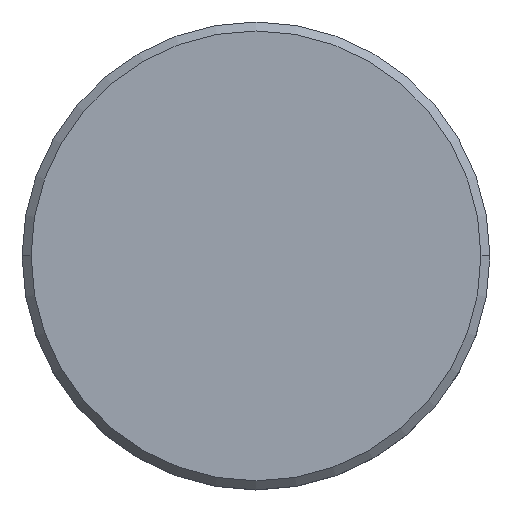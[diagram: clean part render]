
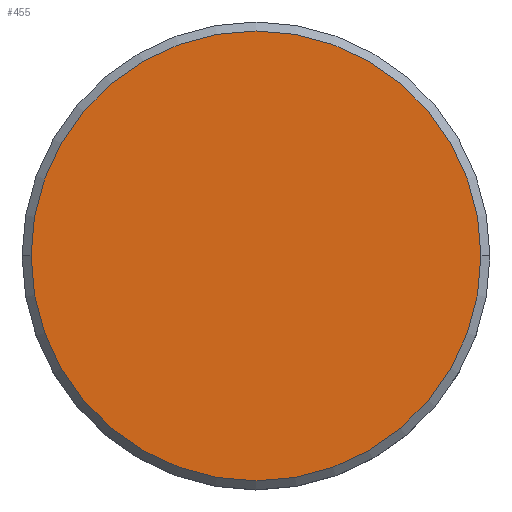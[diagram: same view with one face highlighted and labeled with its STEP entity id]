
A CAD part, top view. The second image highlights one B-rep face of the part: STEP entity #455.
In plain terms, the highlighted planar face has unit normal (0, 0, 1).
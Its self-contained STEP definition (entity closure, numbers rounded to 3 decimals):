
#24 = DIRECTION ( 'NONE',  ( 0., 0., 1. ) ) ;
#27 = EDGE_CURVE ( 'NONE', #361, #218, #226, .T. ) ;
#187 = CARTESIAN_POINT ( 'NONE',  ( 0., 0., 0. ) ) ;
#218 = VERTEX_POINT ( 'NONE', #676 ) ;
#226 = CIRCLE ( 'NONE', #914, 12.5 ) ;
#250 = CARTESIAN_POINT ( 'NONE',  ( -12.5, 0., 0. ) ) ;
#266 = FACE_OUTER_BOUND ( 'NONE', #758, .T. ) ;
#360 = DIRECTION ( 'NONE',  ( 1., 0., 0. ) ) ;
#361 = VERTEX_POINT ( 'NONE', #250 ) ;
#362 = AXIS2_PLACEMENT_3D ( 'NONE', #187, #369, #360 ) ;
#369 = DIRECTION ( 'NONE',  ( 0., 0., 1. ) ) ;
#398 = DIRECTION ( 'NONE',  ( 1., 0., 0. ) ) ;
#455 = ADVANCED_FACE ( 'NONE', ( #266 ), #834, .T. ) ;
#666 = DIRECTION ( 'NONE',  ( 1., 0., 0. ) ) ;
#676 = CARTESIAN_POINT ( 'NONE',  ( 12.5, 0., 0. ) ) ;
#733 = ORIENTED_EDGE ( 'NONE', *, *, #1041, .T. ) ;
#758 = EDGE_LOOP ( 'NONE', ( #1156, #733 ) ) ;
#834 = PLANE ( 'NONE',  #1096 ) ;
#852 = CARTESIAN_POINT ( 'NONE',  ( 0., 0., 0. ) ) ;
#914 = AXIS2_PLACEMENT_3D ( 'NONE', #954, #1109, #666 ) ;
#954 = CARTESIAN_POINT ( 'NONE',  ( 0., 0., 0. ) ) ;
#1041 = EDGE_CURVE ( 'NONE', #218, #361, #1072, .T. ) ;
#1072 = CIRCLE ( 'NONE', #362, 12.5 ) ;
#1096 = AXIS2_PLACEMENT_3D ( 'NONE', #852, #24, #398 ) ;
#1109 = DIRECTION ( 'NONE',  ( 0., 0., 1. ) ) ;
#1156 = ORIENTED_EDGE ( 'NONE', *, *, #27, .T. ) ;
